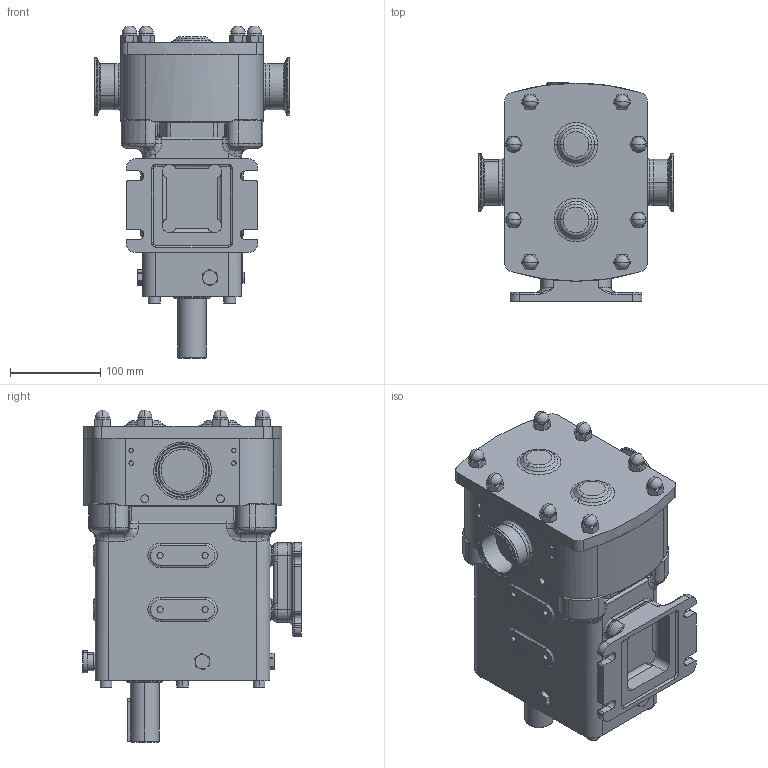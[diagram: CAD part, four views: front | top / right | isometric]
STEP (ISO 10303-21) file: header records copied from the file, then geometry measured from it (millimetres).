
FILE_DESCRIPTION (( 'STEP AP214' ), '1' );
FILE_NAME ('GA4269.STEP', '2024-11-06T21:36:29', ( '' ), ( '' ), 'SwSTEP 2.0', 'SolidWorks 2023', '' );
FILE_SCHEMA (( 'AUTOMOTIVE_DESIGN' ));
Length unit declared in the file: millimetre
Products named in the file (3): GA4269; Copy of R0400 CPP H TSD^GA4269; Copy of RA94-5121-33M^GA4269
Assembly tree (3 placements, depth 2):
  GA4269
    Copy of R0400 CPP H TSD^GA4269
    Copy of RA94-5121-33M^GA4269  x2
Bounding box: 216 x 243 x 368.7 mm (x, y, z)
Volume: 7347335.4 mm3; surface area: 374863.5 mm2
Topology: 3 solids, 3 shells, 917 faces, 2214 edges, 1317 vertices
Faces by surface type: cylinder 282, plane 282, cone 143, torus 132, bspline 54, sphere 24
Entity records: 28778 total; most frequent: CARTESIAN_POINT 8312, DIRECTION 4442, ORIENTED_EDGE 4188, EDGE_CURVE 2094, AXIS2_PLACEMENT_3D 1815, VERTEX_POINT 1273, EDGE_LOOP 971, CIRCLE 971
